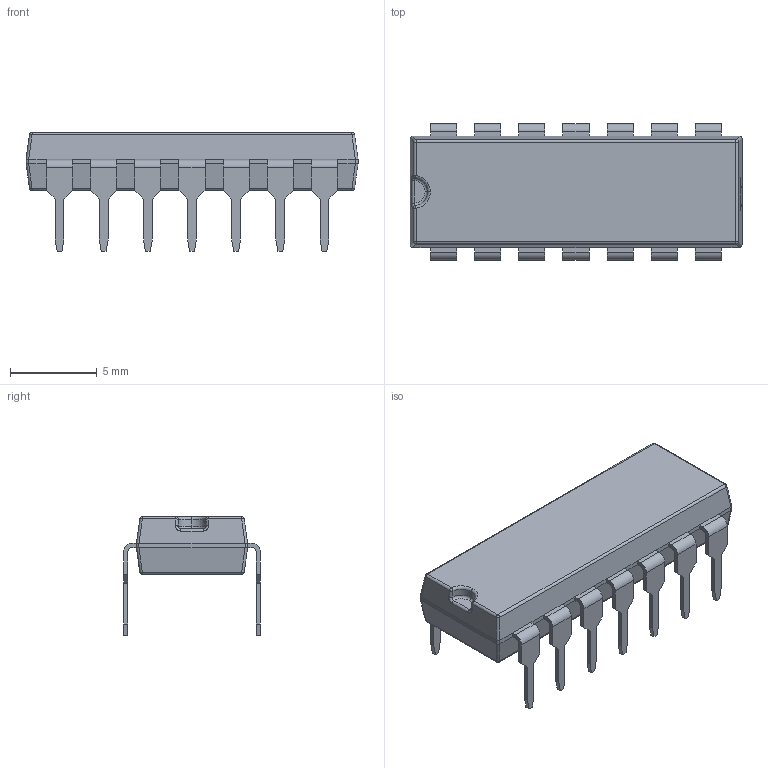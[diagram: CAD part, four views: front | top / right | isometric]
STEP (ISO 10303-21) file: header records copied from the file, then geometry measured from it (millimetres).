
FILE_DESCRIPTION (( 'STEP AP214' ), '1' );
FILE_NAME ('���1.STEP', '2024-08-08T01:24:35', ( '' ), ( '' ), 'SwSTEP 2.0', 'SolidWorks 2021', '' );
FILE_SCHEMA (( 'AUTOMOTIVE_DESIGN' ));
Length unit declared in the file: millimetre
Products named in the file (1): ���1
Bounding box: 19.1 x 7.87 x 6.83 mm (x, y, z)
Volume: 406.4 mm3; surface area: 565.9 mm2
Topology: 1 solids, 1 shells, 505 faces, 1360 edges, 876 vertices
Faces by surface type: plane 337, bspline 102, cylinder 52, sphere 10, torus 4
Entity records: 21731 total; most frequent: CARTESIAN_POINT 4228, ORIENTED_EDGE 2720, DIRECTION 2036, EDGE_CURVE 1360, VECTOR 1028, LINE 1028, VERTEX_POINT 876, EDGE_LOOP 524
